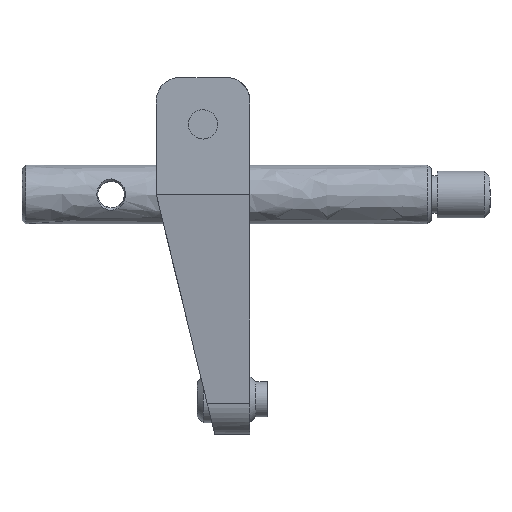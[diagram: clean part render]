
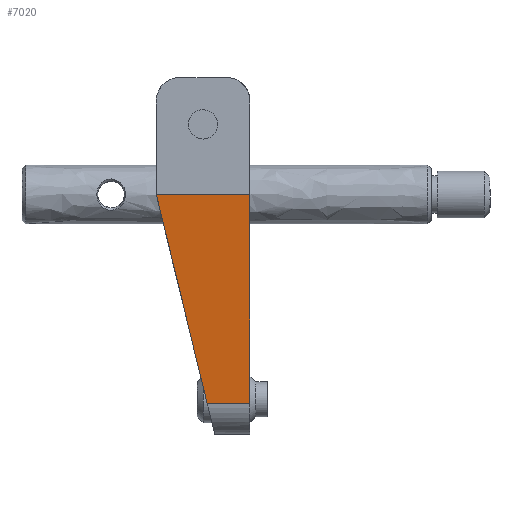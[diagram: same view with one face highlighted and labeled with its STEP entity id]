
A CAD part, left-side view. The second image highlights one B-rep face of the part: STEP entity #7020.
In plain terms, the highlighted free-form (B-spline) face has degree [1, 1] with [2, 2] control points.
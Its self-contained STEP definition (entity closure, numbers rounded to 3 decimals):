
#71 = ORIENTED_EDGE ( 'NONE', *, *, #3364, .T. ) ;
#238 = VERTEX_POINT ( 'NONE', #3474 ) ;
#326 = EDGE_LOOP ( 'NONE', ( #6836, #5500, #71, #4856 ) ) ;
#579 = CARTESIAN_POINT ( 'NONE',  ( -2.981, 3.649, -17.837 ) ) ;
#808 = B_SPLINE_CURVE_WITH_KNOTS ( 'NONE', 1,
 ( #5374, #1054 ),
 .UNSPECIFIED., .F., .F.,
 ( 2, 2 ),
 ( 0., 1. ),
 .UNSPECIFIED. ) ;
#827 = B_SPLINE_CURVE_WITH_KNOTS ( 'NONE', 1,
 ( #7052, #3309 ),
 .UNSPECIFIED., .F., .F.,
 ( 2, 2 ),
 ( 0., 1. ),
 .UNSPECIFIED. ) ;
#979 = CARTESIAN_POINT ( 'NONE',  ( -2.981, 3.649, -17.837 ) ) ;
#1054 = CARTESIAN_POINT ( 'NONE',  ( -2.981, 0., -17.837 ) ) ;
#1560 = CARTESIAN_POINT ( 'NONE',  ( -5.202, -0.801, 1.785 ) ) ;
#1672 = EDGE_CURVE ( 'NONE', #3135, #6823, #2002, .T. ) ;
#1875 = B_SPLINE_CURVE_WITH_KNOTS ( 'NONE', 3,
 ( #5499, #4854, #7038, #579 ),
 .UNSPECIFIED., .F., .F.,
 ( 4, 4 ),
 ( 0., 1. ),
 .UNSPECIFIED. ) ;
#2002 = B_SPLINE_CURVE_WITH_KNOTS ( 'NONE', 1,
 ( #5911, #3205 ),
 .UNSPECIFIED., .F., .F.,
 ( 2, 2 ),
 ( 0., 1. ),
 .UNSPECIFIED. ) ;
#3135 = VERTEX_POINT ( 'NONE', #6702 ) ;
#3205 = CARTESIAN_POINT ( 'NONE',  ( -5., 0., 0. ) ) ;
#3309 = CARTESIAN_POINT ( 'NONE',  ( -5., 0., 0. ) ) ;
#3364 = EDGE_CURVE ( 'NONE', #3135, #4721, #1875, .T. ) ;
#3474 = CARTESIAN_POINT ( 'NONE',  ( -2.981, 0., -17.837 ) ) ;
#3678 = CARTESIAN_POINT ( 'NONE',  ( -2.779, -0.801, -19.622 ) ) ;
#3715 = CARTESIAN_POINT ( 'NONE',  ( -5.202, 8.801, 1.785 ) ) ;
#3758 = CARTESIAN_POINT ( 'NONE',  ( -5., 0., 0. ) ) ;
#3984 = B_SPLINE_SURFACE_WITH_KNOTS ( 'NONE', 1, 1, ( 
 ( #1560, #3678 ),
 ( #3715, #4314 ) ),
 .UNSPECIFIED., .F., .F., .F.,
 ( 2, 2 ),
 ( 2, 2 ),
 ( -8.801, 0.801 ),
 ( -19.748, 1.796 ),
 .UNSPECIFIED. ) ;
#4314 = CARTESIAN_POINT ( 'NONE',  ( -2.779, 8.801, -19.622 ) ) ;
#4721 = VERTEX_POINT ( 'NONE', #979 ) ;
#4854 = CARTESIAN_POINT ( 'NONE',  ( -4.327, 6.55, -5.946 ) ) ;
#4856 = ORIENTED_EDGE ( 'NONE', *, *, #7095, .T. ) ;
#5374 = CARTESIAN_POINT ( 'NONE',  ( -2.981, 3.649, -17.837 ) ) ;
#5431 = EDGE_CURVE ( 'NONE', #238, #6823, #827, .T. ) ;
#5499 = CARTESIAN_POINT ( 'NONE',  ( -5., 8., 0. ) ) ;
#5500 = ORIENTED_EDGE ( 'NONE', *, *, #1672, .F. ) ;
#5911 = CARTESIAN_POINT ( 'NONE',  ( -5., 8., 0. ) ) ;
#5913 = FACE_OUTER_BOUND ( 'NONE', #326, .T. ) ;
#6702 = CARTESIAN_POINT ( 'NONE',  ( -5., 8., 0. ) ) ;
#6823 = VERTEX_POINT ( 'NONE', #3758 ) ;
#6836 = ORIENTED_EDGE ( 'NONE', *, *, #5431, .T. ) ;
#7020 = ADVANCED_FACE ( 'NONE', ( #5913 ), #3984, .T. ) ;
#7038 = CARTESIAN_POINT ( 'NONE',  ( -3.654, 5.1, -11.892 ) ) ;
#7052 = CARTESIAN_POINT ( 'NONE',  ( -2.981, 0., -17.837 ) ) ;
#7095 = EDGE_CURVE ( 'NONE', #4721, #238, #808, .T. ) ;
